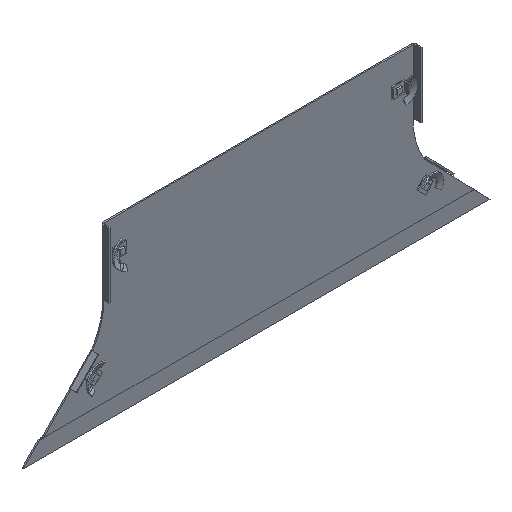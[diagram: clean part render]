
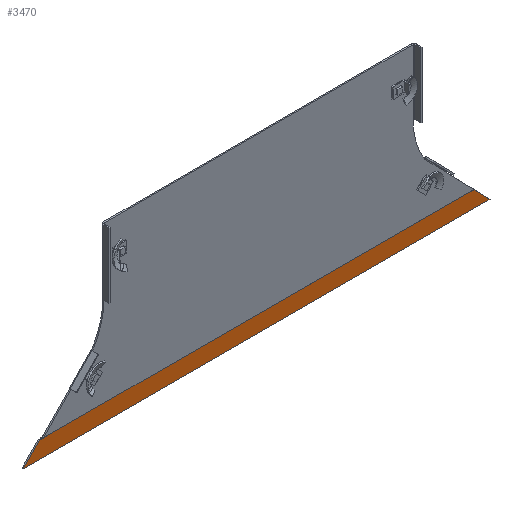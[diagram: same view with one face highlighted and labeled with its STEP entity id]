
A CAD part, isometric view. The second image highlights one B-rep face of the part: STEP entity #3470.
In plain terms, the highlighted planar face has unit normal (0, -1, 0).
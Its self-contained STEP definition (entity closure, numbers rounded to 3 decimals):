
#11 = EDGE_CURVE ( 'NONE', #4765, #1347, #4174, .T. ) ;
#169 = VERTEX_POINT ( 'NONE', #6040 ) ;
#255 = VERTEX_POINT ( 'NONE', #4304 ) ;
#436 = CARTESIAN_POINT ( 'NONE',  ( -346.849, 1.25, -255.871 ) ) ;
#439 = ORIENTED_EDGE ( 'NONE', *, *, #1379, .F. ) ;
#520 = ORIENTED_EDGE ( 'NONE', *, *, #2580, .F. ) ;
#524 = DIRECTION ( 'NONE',  ( 0.697, 0., -0.717 ) ) ;
#534 = VERTEX_POINT ( 'NONE', #2237 ) ;
#751 = CARTESIAN_POINT ( 'NONE',  ( -303.138, 1.25, -205.981 ) ) ;
#818 = DIRECTION ( 'NONE',  ( -1., 0., 0. ) ) ;
#824 = ORIENTED_EDGE ( 'NONE', *, *, #11, .F. ) ;
#832 = ORIENTED_EDGE ( 'NONE', *, *, #1935, .T. ) ;
#842 = FACE_OUTER_BOUND ( 'NONE', #2685, .T. ) ;
#927 = DIRECTION ( 'NONE',  ( 0., 0., 1. ) ) ;
#975 = DIRECTION ( 'NONE',  ( 0., 0., 1. ) ) ;
#987 = VECTOR ( 'NONE', #975, 1000. ) ;
#1229 = EDGE_CURVE ( 'NONE', #5135, #169, #6102, .T. ) ;
#1347 = VERTEX_POINT ( 'NONE', #3643 ) ;
#1379 = EDGE_CURVE ( 'NONE', #4613, #3746, #1726, .T. ) ;
#1496 = EDGE_CURVE ( 'NONE', #3746, #534, #3301, .T. ) ;
#1726 = LINE ( 'NONE', #751, #6321 ) ;
#1783 = CARTESIAN_POINT ( 'NONE',  ( -351.706, 1.25, -255.981 ) ) ;
#1833 = DIRECTION ( 'NONE',  ( 0., 0., -1. ) ) ;
#1896 = VERTEX_POINT ( 'NONE', #4997 ) ;
#1935 = EDGE_CURVE ( 'NONE', #4765, #1896, #4012, .T. ) ;
#1999 = CARTESIAN_POINT ( 'NONE',  ( -346.849, 1.25, -249.85 ) ) ;
#2005 = ORIENTED_EDGE ( 'NONE', *, *, #3094, .T. ) ;
#2082 = VECTOR ( 'NONE', #4443, 1000. ) ;
#2099 = LINE ( 'NONE', #5214, #6165 ) ;
#2222 = ORIENTED_EDGE ( 'NONE', *, *, #1496, .F. ) ;
#2237 = CARTESIAN_POINT ( 'NONE',  ( -351.706, 1.25, -255.981 ) ) ;
#2448 = EDGE_CURVE ( 'NONE', #1347, #4613, #3517, .T. ) ;
#2479 = DIRECTION ( 'NONE',  ( -1., 0., 0. ) ) ;
#2580 = EDGE_CURVE ( 'NONE', #534, #255, #2099, .T. ) ;
#2685 = EDGE_LOOP ( 'NONE', ( #2005, #3084, #5262, #4982, #6059, #520, #2222, #439, #3184, #824, #832 ) ) ;
#2990 = DIRECTION ( 'NONE',  ( 0., 0., -1. ) ) ;
#2995 = EDGE_CURVE ( 'NONE', #169, #3727, #3839, .T. ) ;
#3084 = ORIENTED_EDGE ( 'NONE', *, *, #1229, .T. ) ;
#3094 = EDGE_CURVE ( 'NONE', #1896, #5135, #3514, .T. ) ;
#3184 = ORIENTED_EDGE ( 'NONE', *, *, #2448, .F. ) ;
#3240 = VECTOR ( 'NONE', #818, 1000. ) ;
#3301 = LINE ( 'NONE', #4804, #4576 ) ;
#3439 = CARTESIAN_POINT ( 'NONE',  ( 371.216, 1.25, -103.869 ) ) ;
#3456 = CARTESIAN_POINT ( 'NONE',  ( -346.849, 1.25, -103.869 ) ) ;
#3470 = ADVANCED_FACE ( 'NONE', ( #842 ), #5962, .T. ) ;
#3509 = CARTESIAN_POINT ( 'NONE',  ( 346.849, 1.25, -255.871 ) ) ;
#3514 = LINE ( 'NONE', #4476, #2082 ) ;
#3516 = VECTOR ( 'NONE', #5545, 1000. ) ;
#3517 = LINE ( 'NONE', #3971, #3692 ) ;
#3521 = EDGE_CURVE ( 'NONE', #255, #3894, #5524, .T. ) ;
#3643 = CARTESIAN_POINT ( 'NONE',  ( 376.979, 1.25, -282. ) ) ;
#3692 = VECTOR ( 'NONE', #2479, 1000. ) ;
#3727 = VERTEX_POINT ( 'NONE', #5850 ) ;
#3746 = VERTEX_POINT ( 'NONE', #1783 ) ;
#3839 = LINE ( 'NONE', #5290, #3240 ) ;
#3894 = VERTEX_POINT ( 'NONE', #436 ) ;
#3942 = LINE ( 'NONE', #3456, #5548 ) ;
#3971 = CARTESIAN_POINT ( 'NONE',  ( 370.5, 1.25, -282. ) ) ;
#4012 = LINE ( 'NONE', #5445, #3516 ) ;
#4056 = VECTOR ( 'NONE', #4988, 1000. ) ;
#4174 = LINE ( 'NONE', #5738, #5388 ) ;
#4304 = CARTESIAN_POINT ( 'NONE',  ( -346.849, 1.25, -255.981 ) ) ;
#4443 = DIRECTION ( 'NONE',  ( 0., 0., 1. ) ) ;
#4476 = CARTESIAN_POINT ( 'NONE',  ( 346.849, 1.25, -249.85 ) ) ;
#4576 = VECTOR ( 'NONE', #1833, 1000. ) ;
#4613 = VERTEX_POINT ( 'NONE', #6630 ) ;
#4733 = AXIS2_PLACEMENT_3D ( 'NONE', #3439, #5490, #2990 ) ;
#4765 = VERTEX_POINT ( 'NONE', #6177 ) ;
#4804 = CARTESIAN_POINT ( 'NONE',  ( -351.706, 1.25, -250.981 ) ) ;
#4982 = ORIENTED_EDGE ( 'NONE', *, *, #5486, .F. ) ;
#4988 = DIRECTION ( 'NONE',  ( 0., 0., 1. ) ) ;
#4997 = CARTESIAN_POINT ( 'NONE',  ( 346.849, 1.25, -255.981 ) ) ;
#5135 = VERTEX_POINT ( 'NONE', #3509 ) ;
#5183 = DIRECTION ( 'NONE',  ( 1., 0., 0. ) ) ;
#5214 = CARTESIAN_POINT ( 'NONE',  ( -346.849, 1.25, -255.981 ) ) ;
#5262 = ORIENTED_EDGE ( 'NONE', *, *, #2995, .T. ) ;
#5290 = CARTESIAN_POINT ( 'NONE',  ( 371.216, 1.25, -255.25 ) ) ;
#5388 = VECTOR ( 'NONE', #524, 1000. ) ;
#5445 = CARTESIAN_POINT ( 'NONE',  ( 346.849, 1.25, -255.981 ) ) ;
#5486 = EDGE_CURVE ( 'NONE', #3894, #3727, #3942, .T. ) ;
#5490 = DIRECTION ( 'NONE',  ( 0., -1., 0. ) ) ;
#5524 = LINE ( 'NONE', #1999, #987 ) ;
#5545 = DIRECTION ( 'NONE',  ( -1., 0., 0. ) ) ;
#5548 = VECTOR ( 'NONE', #927, 1000. ) ;
#5738 = CARTESIAN_POINT ( 'NONE',  ( 303.138, 1.25, -205.981 ) ) ;
#5850 = CARTESIAN_POINT ( 'NONE',  ( -346.849, 1.25, -255.25 ) ) ;
#5962 = PLANE ( 'NONE',  #4733 ) ;
#6040 = CARTESIAN_POINT ( 'NONE',  ( 346.849, 1.25, -255.25 ) ) ;
#6059 = ORIENTED_EDGE ( 'NONE', *, *, #3521, .F. ) ;
#6067 = CARTESIAN_POINT ( 'NONE',  ( 346.849, 1.25, -255.871 ) ) ;
#6102 = LINE ( 'NONE', #6067, #4056 ) ;
#6165 = VECTOR ( 'NONE', #5183, 1000. ) ;
#6177 = CARTESIAN_POINT ( 'NONE',  ( 351.706, 1.25, -255.981 ) ) ;
#6321 = VECTOR ( 'NONE', #6369, 1000. ) ;
#6369 = DIRECTION ( 'NONE',  ( 0.697, 0., 0.717 ) ) ;
#6630 = CARTESIAN_POINT ( 'NONE',  ( -376.979, 1.25, -282. ) ) ;
